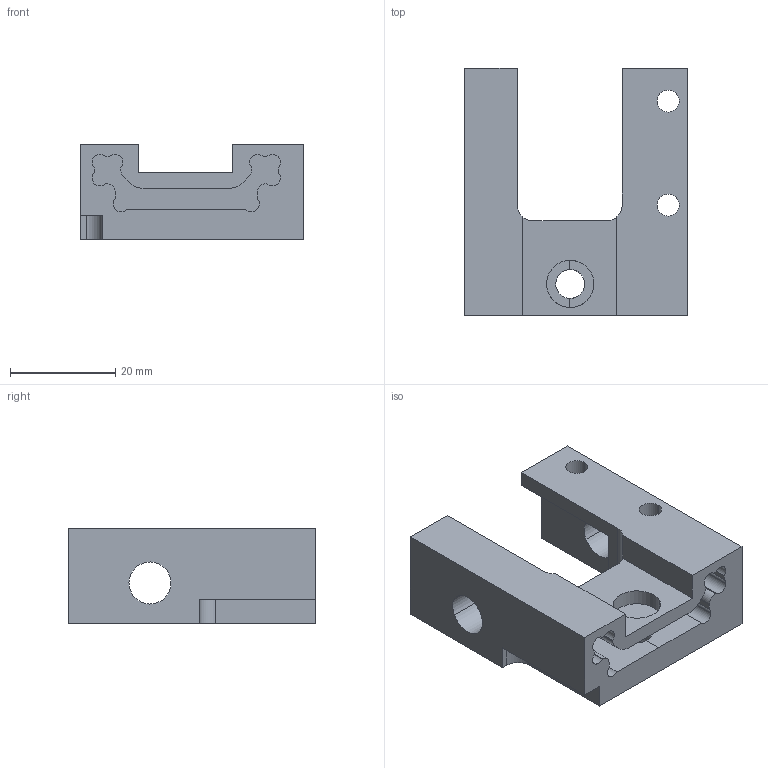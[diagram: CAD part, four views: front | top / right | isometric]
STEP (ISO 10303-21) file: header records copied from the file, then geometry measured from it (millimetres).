
FILE_DESCRIPTION(('CATIA V5 STEP Exchange'),'2;1');
FILE_NAME('Support poulie (x2) .stp','2018-12-04T17:14:04+00:00',('none'),('none'),'Version 5-6 Release 2013','CATIA V5 STEP AP203','none');
FILE_SCHEMA(('CONFIG_CONTROL_DESIGN'));
Length unit declared in the file: millimetre
Products named in the file (1): Support poulie moteur
Bounding box: 42.4 x 47 x 18 mm (x, y, z)
Volume: 15888.2 mm3; surface area: 9346.4 mm2
Topology: 1 solids, 1 shells, 92 faces, 278 edges, 191 vertices
Faces by surface type: plane 48, cylinder 42, cone 2
Entity records: 2989 total; most frequent: CARTESIAN_POINT 542, ORIENTED_EDGE 532, DIRECTION 409, EDGE_CURVE 266, VECTOR 179, LINE 179, VERTEX_POINT 177, AXIS2_PLACEMENT_3D 164
